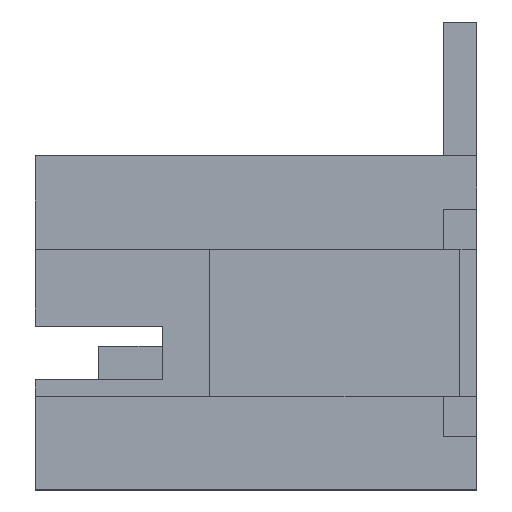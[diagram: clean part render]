
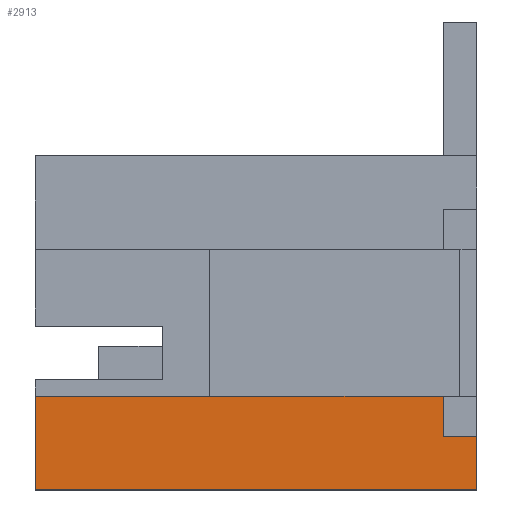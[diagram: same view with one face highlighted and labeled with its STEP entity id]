
A CAD part, left-side view. The second image highlights one B-rep face of the part: STEP entity #2913.
In plain terms, the highlighted planar face has unit normal (-1, 0, 0).
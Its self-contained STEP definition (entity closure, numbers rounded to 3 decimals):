
#160 = ORIENTED_EDGE ( 'NONE', *, *, #882, .T. ) ;
#161 = ORIENTED_EDGE ( 'NONE', *, *, #235, .T. ) ;
#162 = ORIENTED_EDGE ( 'NONE', *, *, #360, .T. ) ;
#163 = EDGE_CURVE ( 'NONE', #870, #1799, #2132, .T. ) ;
#165 = ORIENTED_EDGE ( 'NONE', *, *, #163, .F. ) ;
#166 = ORIENTED_EDGE ( 'NONE', *, *, #894, .T. ) ;
#233 = VERTEX_POINT ( 'NONE', #2254 ) ;
#235 = EDGE_CURVE ( 'NONE', #358, #233, #2253, .T. ) ;
#358 = VERTEX_POINT ( 'NONE', #2565 ) ;
#360 = EDGE_CURVE ( 'NONE', #869, #358, #2563, .T. ) ;
#869 = VERTEX_POINT ( 'NONE', #3752 ) ;
#870 = VERTEX_POINT ( 'NONE', #3810 ) ;
#882 = EDGE_CURVE ( 'NONE', #1841, #869, #3835, .T. ) ;
#894 = EDGE_CURVE ( 'NONE', #870, #1841, #3860, .T. ) ;
#1799 = VERTEX_POINT ( 'NONE', #6868 ) ;
#1841 = VERTEX_POINT ( 'NONE', #7010 ) ;
#2054 = EDGE_CURVE ( 'NONE', #1799, #233, #7135, .T. ) ;
#2114 = ORIENTED_EDGE ( 'NONE', *, *, #2054, .F. ) ;
#2129 = DIRECTION ( 'NONE',  ( 0., 0., -1. ) ) ;
#2130 = VECTOR ( 'NONE', #2129, 1000. ) ;
#2131 = CARTESIAN_POINT ( 'NONE',  ( 0., 0.5, 8.775 ) ) ;
#2132 = LINE ( 'NONE', #2131, #2130 ) ;
#2140 = EDGE_LOOP ( 'NONE', ( #2114, #165, #166, #160, #162, #161 ) ) ;
#2250 = DIRECTION ( 'NONE',  ( 0., 0., 1. ) ) ;
#2251 = VECTOR ( 'NONE', #2250, 1000. ) ;
#2252 = CARTESIAN_POINT ( 'NONE',  ( 0., 0., 12.975 ) ) ;
#2253 = LINE ( 'NONE', #2252, #2251 ) ;
#2254 = CARTESIAN_POINT ( 'NONE',  ( 0., 0., 8.775 ) ) ;
#2560 = DIRECTION ( 'NONE',  ( 0., -1., 0. ) ) ;
#2561 = VECTOR ( 'NONE', #2560, 1000. ) ;
#2562 = CARTESIAN_POINT ( 'NONE',  ( 0., 6.6, 7.975 ) ) ;
#2563 = LINE ( 'NONE', #2562, #2561 ) ;
#2565 = CARTESIAN_POINT ( 'NONE',  ( 0., 0., 7.975 ) ) ;
#2913 = ADVANCED_FACE ( 'NONE', ( #7131 ), #7116, .T. ) ;
#3752 = CARTESIAN_POINT ( 'NONE',  ( 0., 6.6, 7.975 ) ) ;
#3810 = CARTESIAN_POINT ( 'NONE',  ( 0., 0.5, 9.375 ) ) ;
#3832 = DIRECTION ( 'NONE',  ( 0., 0., -1. ) ) ;
#3833 = VECTOR ( 'NONE', #3832, 1000. ) ;
#3834 = CARTESIAN_POINT ( 'NONE',  ( 0., 6.6, 7.975 ) ) ;
#3835 = LINE ( 'NONE', #3834, #3833 ) ;
#3857 = DIRECTION ( 'NONE',  ( 0., 1., 0. ) ) ;
#3858 = VECTOR ( 'NONE', #3857, 1000. ) ;
#3859 = CARTESIAN_POINT ( 'NONE',  ( 0., 0., 9.375 ) ) ;
#3860 = LINE ( 'NONE', #3859, #3858 ) ;
#6868 = CARTESIAN_POINT ( 'NONE',  ( 0., 0.5, 8.775 ) ) ;
#7010 = CARTESIAN_POINT ( 'NONE',  ( 0., 6.6, 9.375 ) ) ;
#7115 = AXIS2_PLACEMENT_3D ( 'NONE', #7171, #7170, #7169 ) ;
#7116 = PLANE ( 'NONE',  #7115 ) ;
#7131 = FACE_OUTER_BOUND ( 'NONE', #2140, .T. ) ;
#7132 = DIRECTION ( 'NONE',  ( 0., -1., 0. ) ) ;
#7133 = VECTOR ( 'NONE', #7132, 1000. ) ;
#7134 = CARTESIAN_POINT ( 'NONE',  ( 0., 0.5, 8.775 ) ) ;
#7135 = LINE ( 'NONE', #7134, #7133 ) ;
#7169 = DIRECTION ( 'NONE',  ( 0., 0., 1. ) ) ;
#7170 = DIRECTION ( 'NONE',  ( -1., 0., 0. ) ) ;
#7171 = CARTESIAN_POINT ( 'NONE',  ( 0., 6.6, 7.975 ) ) ;
